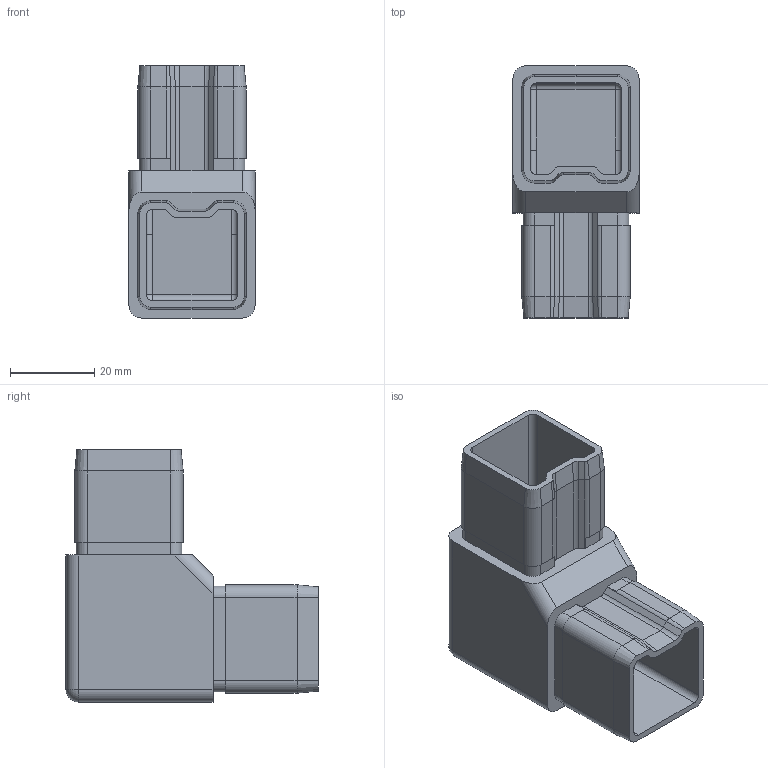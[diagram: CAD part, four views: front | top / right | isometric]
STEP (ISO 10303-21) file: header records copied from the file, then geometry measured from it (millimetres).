
FILE_DESCRIPTION (( 'STEP AP203' ), '1' );
FILE_NAME ('10123030.step', '2020-03-09T08:49:47', ( '' ), ( '' ), 'SwSTEP 2.0', 'SolidWorks 2015', '' );
FILE_SCHEMA (( 'CONFIG_CONTROL_DESIGN' ));
Length unit declared in the file: millimetre
Products named in the file (2): 10123030
Bounding box: 30 x 60 x 60 mm (x, y, z)
Volume: 25513.4 mm3; surface area: 18004.3 mm2
Topology: 1 solids, 1 shells, 556 faces, 1437 edges, 916 vertices
Faces by surface type: plane 264, bspline 200, cylinder 68, cone 16, sphere 8
Entity records: 27690 total; most frequent: CARTESIAN_POINT 15373, ORIENTED_EDGE 2858, DIRECTION 1871, EDGE_CURVE 1429, VERTEX_POINT 916, LINE 883, VECTOR 883, EDGE_LOOP 599
